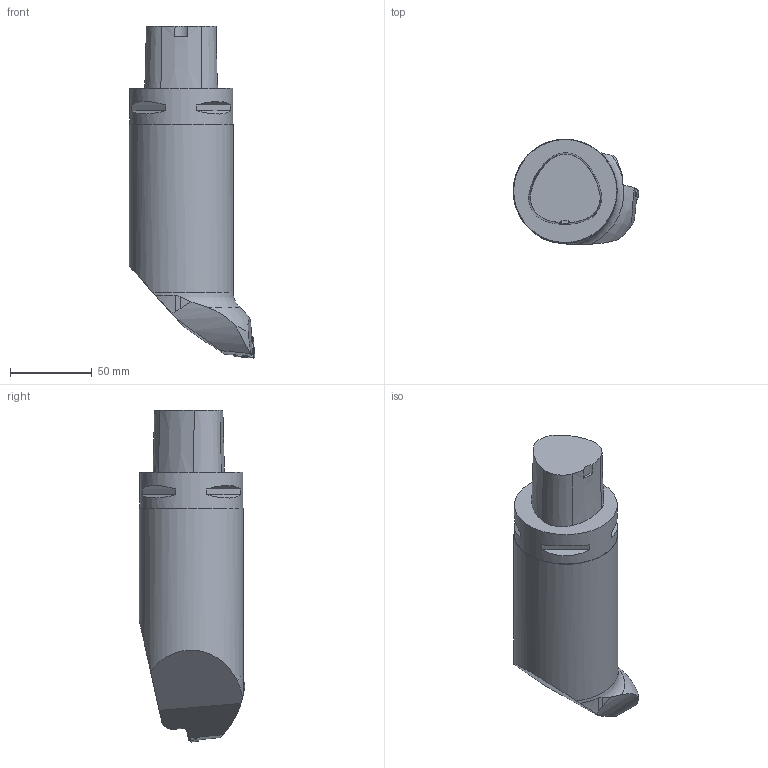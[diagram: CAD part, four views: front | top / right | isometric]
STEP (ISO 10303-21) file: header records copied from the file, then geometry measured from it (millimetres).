
FILE_DESCRIPTION(/* description */ (''),/* implementation_level */ '2;1');
FILE_NAME(/* name */ '1647938778650.stp',/* time_stamp */ '2022-03-22T14:16:30+06:00',/* author */ (''),/* organization */ ('SMS'),/* preprocessor_version */ 'ST-DEVELOPER v16.7',/* originating_system */ 'SIEMENS PLM Software NX 12.0',/* authorisation */ '');
FILE_SCHEMA (('AUTOMOTIVE_DESIGN { 1 0 10303 214 3 1 1 1 }'));
Length unit declared in the file: millimetre
Products named in the file (4): ASSEMBLY_CONSTRUCTION; IsoTurningInsert; 201770698mod000_01; 201770696mod000_01
Assembly tree (3 placements, depth 2):
  201770696mod000_01
    201770698mod000_01
    IsoTurningInsert
    ASSEMBLY_CONSTRUCTION
Bounding box: 76.75 x 64.51 x 203 mm (x, y, z)
Volume: 501565.7 mm3; surface area: 41620.1 mm2
Topology: 2 solids, 2 shells, 78 faces, 195 edges, 134 vertices
Faces by surface type: plane 42, cylinder 23, cone 6, torus 5, bspline 2
Full cylindrical faces by diameter (mm): 5.156 x2, 63 x1, 63.6 x1
Entity records: 2607 total; most frequent: CARTESIAN_POINT 578, DIRECTION 414, ORIENTED_EDGE 376, EDGE_CURVE 188, AXIS2_PLACEMENT_3D 162, VERTEX_POINT 125, EDGE_LOOP 91, LINE 90
